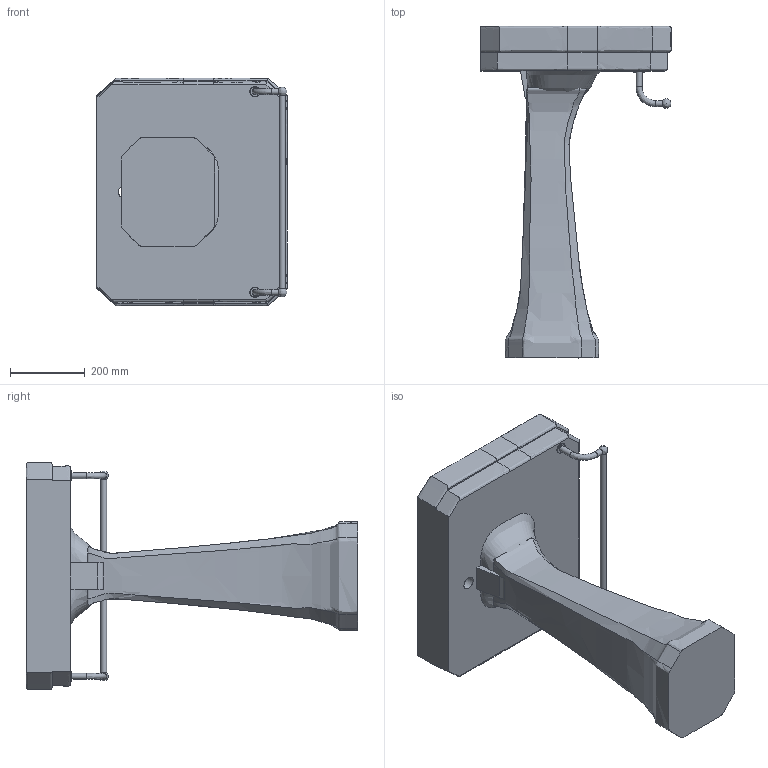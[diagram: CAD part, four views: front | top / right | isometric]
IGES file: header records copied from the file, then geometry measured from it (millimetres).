
Global section: file name: 2742; native system: AutoCAD 2016 - English; preprocessor: Autodesk Translation Framework DWG producer (atf_dwg_producer); organization: unknown; date: 20161027.163934; units: millimetre
Bounding box: 510.24 x 890 x 610.48 mm (x, y, z)
Volume: 47896848 mm3; surface area: 1598367.6 mm2
Topology: 3 solids, 3 shells, 1701 faces, 6707 edges, 5021 vertices
Faces by surface type: bspline 1701
